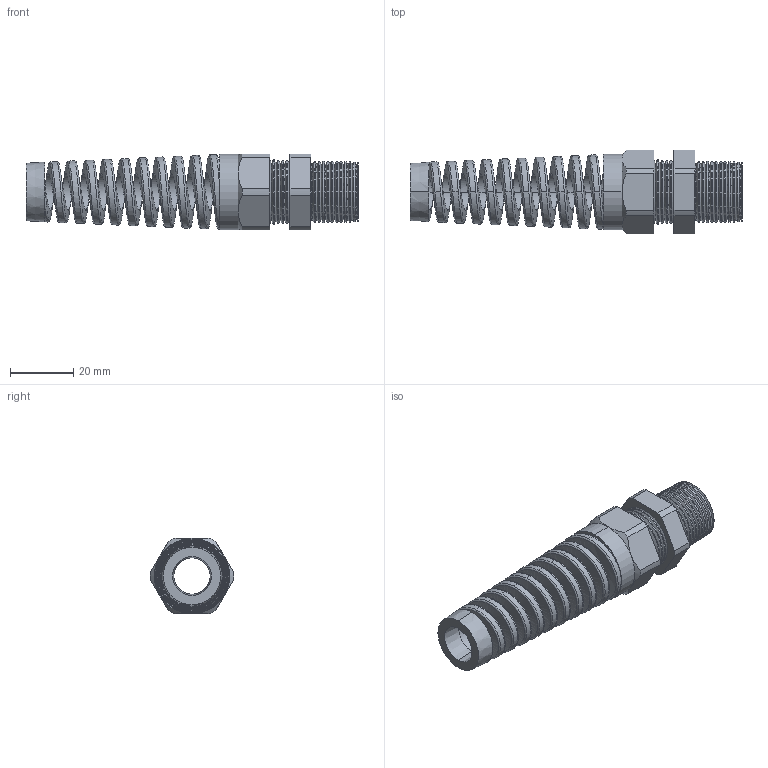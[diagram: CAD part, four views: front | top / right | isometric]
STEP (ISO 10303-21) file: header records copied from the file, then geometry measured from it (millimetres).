
FILE_DESCRIPTION (( 'STEP AP203' ), '1' );
FILE_NAME ('CF13CA-BK.STEP', '2008-05-26T05:42:22', ( 'Baystate01' ), ( 'Baystate' ), 'SwSTEP 2.0', 'SolidWorks 2007', '' );
FILE_SCHEMA (( 'CONFIG_CONTROL_DESIGN' ));
Length unit declared in the file: inch
Products named in the file (1): CF13CA-BK
Bounding box: 104.9 x 26.49 x 23.88 mm (x, y, z)
Volume: 19513.5 mm3; surface area: 15708.7 mm2
Topology: 2 solids, 2 shells, 209 faces, 492 edges, 290 vertices
Faces by surface type: cone 129, cylinder 46, plane 24, torus 6, bspline 4
Entity records: 17494 total; most frequent: CARTESIAN_POINT 12736, ORIENTED_EDGE 984, DIRECTION 975, EDGE_CURVE 492, AXIS2_PLACEMENT_3D 387, VERTEX_POINT 290, EDGE_LOOP 218, ADVANCED_FACE 209
